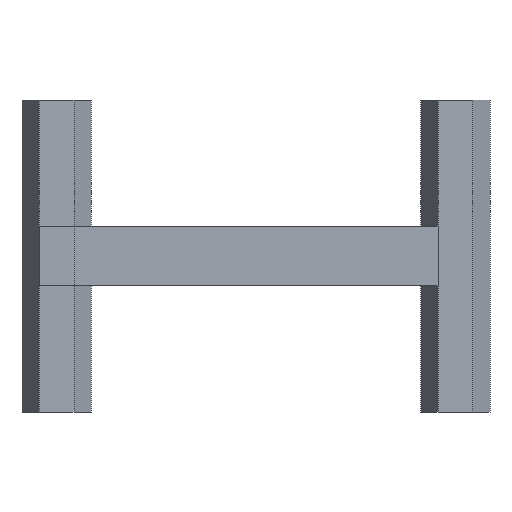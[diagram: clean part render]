
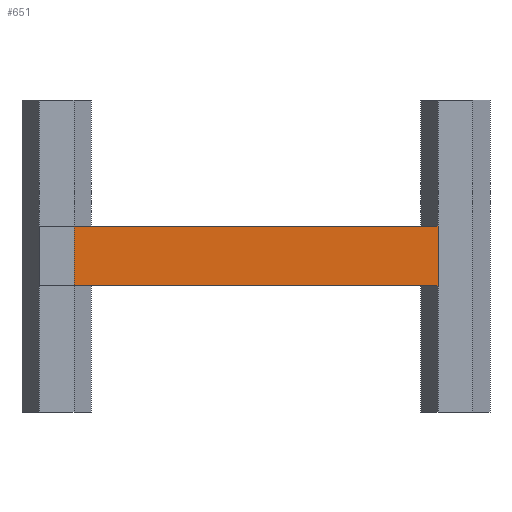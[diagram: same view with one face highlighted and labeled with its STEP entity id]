
A CAD part, front view. The second image highlights one B-rep face of the part: STEP entity #651.
In plain terms, the highlighted planar face has unit normal (0, -1, 0).
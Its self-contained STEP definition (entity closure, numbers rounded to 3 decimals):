
#69=FACE_OUTER_BOUND('',#107,.T.);
#107=EDGE_LOOP('',(#571,#572,#573,#574));
#183=LINE('',#1054,#267);
#187=LINE('',#1063,#271);
#191=LINE('',#1070,#275);
#192=LINE('',#1071,#276);
#267=VECTOR('',#871,1.);
#271=VECTOR('',#877,1.);
#275=VECTOR('',#883,1.);
#276=VECTOR('',#884,1.);
#327=VERTEX_POINT('',#1052);
#328=VERTEX_POINT('',#1053);
#331=VERTEX_POINT('',#1061);
#332=VERTEX_POINT('',#1062);
#407=EDGE_CURVE('',#327,#328,#183,.T.);
#411=EDGE_CURVE('',#331,#332,#187,.T.);
#415=EDGE_CURVE('',#327,#331,#191,.T.);
#416=EDGE_CURVE('',#328,#332,#192,.T.);
#571=ORIENTED_EDGE('',*,*,#415,.T.);
#572=ORIENTED_EDGE('',*,*,#411,.T.);
#573=ORIENTED_EDGE('',*,*,#416,.F.);
#574=ORIENTED_EDGE('',*,*,#407,.F.);
#617=PLANE('',#726);
#651=ADVANCED_FACE('',(#69),#617,.F.);
#726=AXIS2_PLACEMENT_3D('',#1069,#881,#882);
#871=DIRECTION('',(0.,0.,1.));
#877=DIRECTION('',(0.,0.,1.));
#881=DIRECTION('center_axis',(0.,1.,0.));
#882=DIRECTION('ref_axis',(0.,0.,1.));
#883=DIRECTION('',(1.,0.,0.));
#884=DIRECTION('',(1.,0.,0.));
#1052=CARTESIAN_POINT('',(0.,0.,0.));
#1053=CARTESIAN_POINT('',(0.,0.,8.65));
#1054=CARTESIAN_POINT('',(0.,0.,0.));
#1061=CARTESIAN_POINT('',(57.5,0.,0.));
#1062=CARTESIAN_POINT('',(57.5,0.,8.65));
#1063=CARTESIAN_POINT('',(57.5,0.,0.));
#1069=CARTESIAN_POINT('Origin',(0.,0.,0.));
#1070=CARTESIAN_POINT('',(0.,0.,0.));
#1071=CARTESIAN_POINT('',(0.,0.,8.65));
